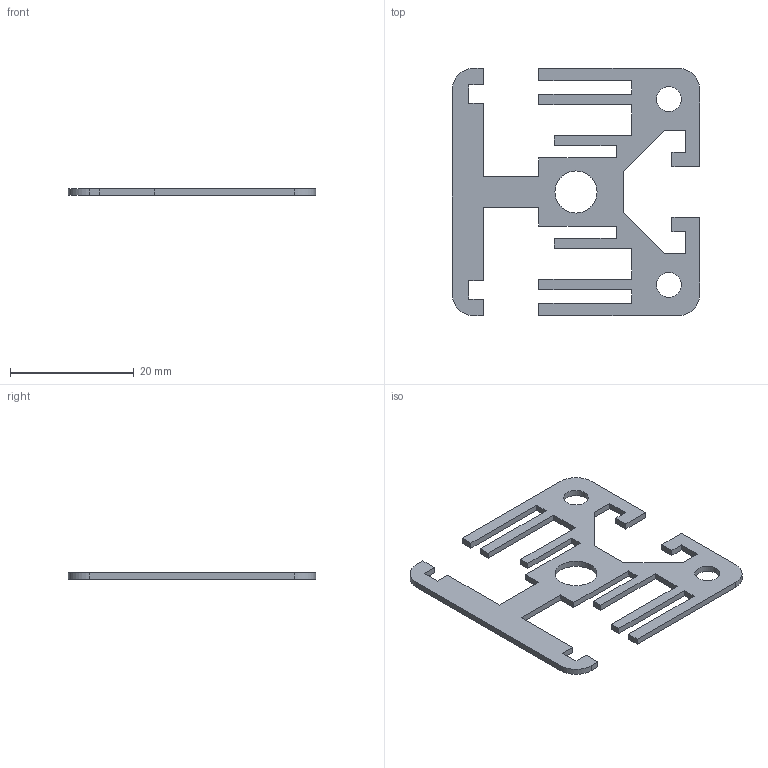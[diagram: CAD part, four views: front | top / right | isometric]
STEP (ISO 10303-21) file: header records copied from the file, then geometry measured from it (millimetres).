
FILE_DESCRIPTION((''),'2;1');
FILE_NAME('SP751_extern.ipt.step','2007-09-10T15:11:58',(''),(''),'Autodesk Inventor 11','Autodesk Inventor 11','');
FILE_SCHEMA(('AUTOMOTIVE_DESIGN { 1 0 10303 214 1 1 1 1 }'));
Length unit declared in the file: millimetre
Products named in the file (1): SP751_extern
Bounding box: 40 x 40 x 1 mm (x, y, z)
Volume: 758.6 mm3; surface area: 2006.3 mm2
Topology: 1 solids, 1 shells, 67 faces, 198 edges, 133 vertices
Faces by surface type: plane 41, bspline 21, cylinder 5
Full cylindrical faces by diameter (mm): 4 x1
Entity records: 2229 total; most frequent: CARTESIAN_POINT 481, ORIENTED_EDGE 384, DIRECTION 300, EDGE_CURVE 192, VECTOR 178, LINE 178, VERTEX_POINT 130, EDGE_LOOP 76
